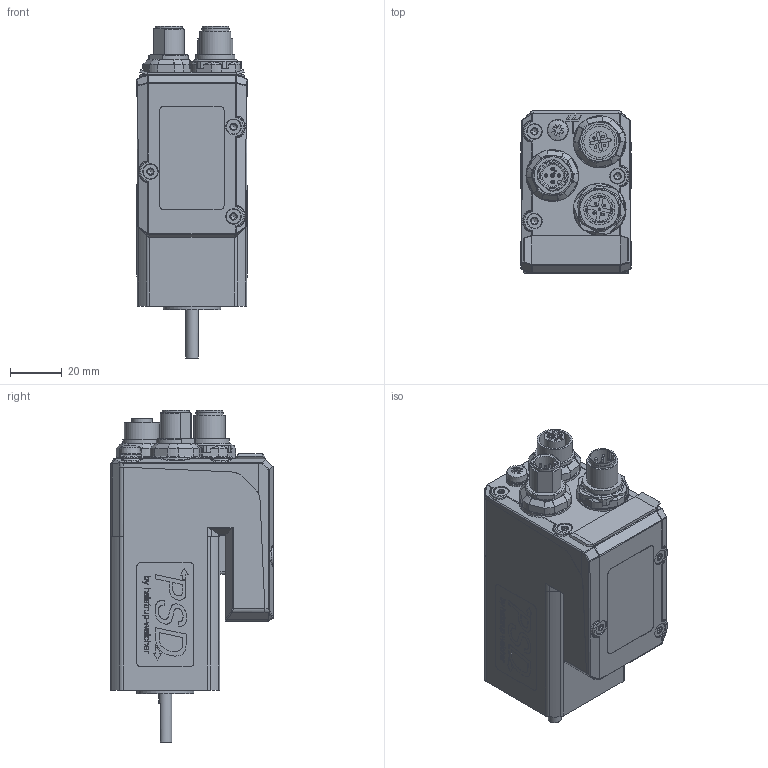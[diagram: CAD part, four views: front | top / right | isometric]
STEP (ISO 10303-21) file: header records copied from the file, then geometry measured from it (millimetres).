
FILE_DESCRIPTION(/* description */ (''),/* implementation_level */ '2;1');
FILE_NAME(/* name */ '7300.017053A.stp',/* time_stamp */ '2020-02-11T13:33:25+01:00',/* author */ ('dfuchs'),/* organization */ (''),/* preprocessor_version */ 'ST-DEVELOPER v17',/* originating_system */ 'Autodesk Inventor 2018',/* authorisation */ '');
FILE_SCHEMA (('AUTOMOTIVE_DESIGN { 1 0 10303 214 3 1 1 }'));
Products named in the file (1): ENG-103983
Bounding box: 42.4 x 62.7 x 127.8 mm (x, y, z)
Volume: 214717.2 mm3; surface area: 28404.6 mm2
Topology: 4 solids, 4 shells, 1859 faces, 4998 edges, 3202 vertices
Faces by surface type: plane 826, bspline 519, cylinder 343, cone 93, sphere 48, torus 30
Full cylindrical faces by diameter (mm): 0.6 x3, 0.8 x5, 1 x13, 1.4 x4, 2.5 x4, 5 x1, 5.6 x6, 6 x6, 8.3 x1, 9.2 x1, 10.2 x1, 10.4 x1, 10.5 x1, 12 x2, 13.5 x1, 15 x2, 22 x1
Entity records: 66717 total; most frequent: CARTESIAN_POINT 21882, ORIENTED_EDGE 9876, DIRECTION 7334, EDGE_CURVE 4938, VERTEX_POINT 3202, LINE 2472, VECTOR 2472, AXIS2_PLACEMENT_3D 2431
